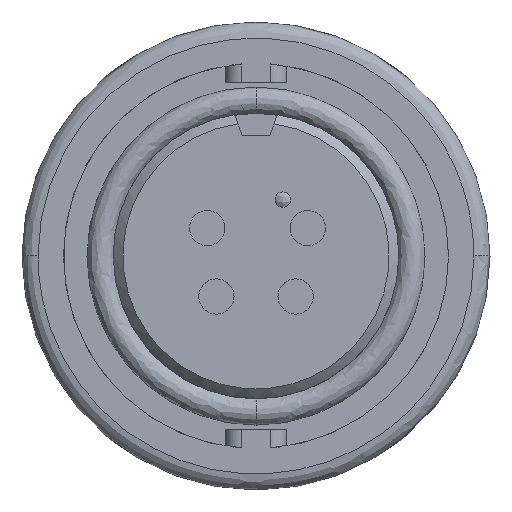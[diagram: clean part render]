
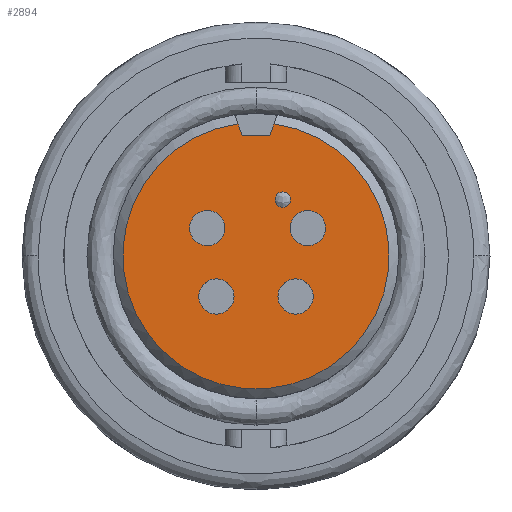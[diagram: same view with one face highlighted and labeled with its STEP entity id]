
A CAD part, top view. The second image highlights one B-rep face of the part: STEP entity #2894.
In plain terms, the highlighted planar face has unit normal (0, 0, 1).
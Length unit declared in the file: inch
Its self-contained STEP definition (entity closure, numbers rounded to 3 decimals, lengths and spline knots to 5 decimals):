
#244 = DIRECTION ( 'NONE',  ( -1., 0., 0. ) ) ;
#245 = DIRECTION ( 'NONE',  ( 0., 0., 1. ) ) ;
#246 = CARTESIAN_POINT ( 'NONE',  ( 0.05, 0.105, 0. ) ) ;
#329 = EDGE_CURVE ( 'NONE', #5554, #5510, #7808, .T. ) ;
#413 = EDGE_CURVE ( 'NONE', #5490, #5510, #7413, .T. ) ;
#415 = EDGE_CURVE ( 'NONE', #13856, #13924, #4595, .T. ) ;
#426 = EDGE_CURVE ( 'NONE', #13746, #5606, #4565, .T. ) ;
#443 = EDGE_CURVE ( 'NONE', #13942, #5533, #4601, .T. ) ;
#526 = EDGE_CURVE ( 'NONE', #5554, #5659, #4540, .T. ) ;
#542 = EDGE_CURVE ( 'NONE', #5490, #5659, #1722, .T. ) ;
#562 = EDGE_CURVE ( 'NONE', #5458, #13871, #8468, .T. ) ;
#578 = EDGE_CURVE ( 'NONE', #13923, #5464, #8438, .T. ) ;
#1551 = DIRECTION ( 'NONE',  ( 0., -1., 0. ) ) ;
#1552 = DIRECTION ( 'NONE',  ( 0., 0., 1. ) ) ;
#1556 = CARTESIAN_POINT ( 'NONE',  ( 0.074, -0.076, 0. ) ) ;
#1626 = DIRECTION ( 'NONE',  ( -1., 0., 0. ) ) ;
#1627 = DIRECTION ( 'NONE',  ( 0., 0., 1. ) ) ;
#1631 = CARTESIAN_POINT ( 'NONE',  ( 0.05, 0.105, 0. ) ) ;
#1720 = DIRECTION ( 'NONE',  ( -0.342, 0.94, 0. ) ) ;
#1721 = CARTESIAN_POINT ( 'NONE',  ( -0.04, 0.26399, 0. ) ) ;
#1722 = LINE ( 'NONE', #1721, #6697 ) ;
#1771 = DIRECTION ( 'NONE',  ( 0., 1., 0. ) ) ;
#1772 = DIRECTION ( 'NONE',  ( 0., 0., -1. ) ) ;
#1773 = CARTESIAN_POINT ( 'NONE',  ( 0., 0., 0. ) ) ;
#2123 = DIRECTION ( 'NONE',  ( 0., -1., 0. ) ) ;
#2124 = DIRECTION ( 'NONE',  ( 0., 0., 1. ) ) ;
#2125 = CARTESIAN_POINT ( 'NONE',  ( -0.074, -0.076, 0. ) ) ;
#2190 = DIRECTION ( 'NONE',  ( 0., -1., 0. ) ) ;
#2191 = DIRECTION ( 'NONE',  ( 0., 0., 1. ) ) ;
#2192 = CARTESIAN_POINT ( 'NONE',  ( 0.097, 0.052, 0. ) ) ;
#2439 = AXIS2_PLACEMENT_3D ( 'NONE', #246, #245, #244 ) ;
#2609 = AXIS2_PLACEMENT_3D ( 'NONE', #3382, #3381, #3380 ) ;
#2610 = AXIS2_PLACEMENT_3D ( 'NONE', #8563, #8564, #8565 ) ;
#2634 = AXIS2_PLACEMENT_3D ( 'NONE', #6362, #6368, #6370 ) ;
#2661 = AXIS2_PLACEMENT_3D ( 'NONE', #6518, #6467, #6548 ) ;
#2894 = ADVANCED_FACE ( 'NONE', ( #6722, #6851, #6899, #6894, #6627, #6873 ), #3644, .F. ) ;
#3380 = DIRECTION ( 'NONE',  ( 0., -1., 0. ) ) ;
#3381 = DIRECTION ( 'NONE',  ( 0., 0., 1. ) ) ;
#3382 = CARTESIAN_POINT ( 'NONE',  ( 0.097, 0.052, 0. ) ) ;
#3526 = CARTESIAN_POINT ( 'NONE',  ( -0.03371, 0.24671, 0. ) ) ;
#3552 = CARTESIAN_POINT ( 'NONE',  ( 0.097, 0.085, 0. ) ) ;
#3573 = CARTESIAN_POINT ( 'NONE',  ( 0.03371, 0.24671, 0. ) ) ;
#3586 = CARTESIAN_POINT ( 'NONE',  ( -0.074, -0.043, 0. ) ) ;
#3609 = CARTESIAN_POINT ( 'NONE',  ( 0.02581, 0.225, 0. ) ) ;
#3641 = DIRECTION ( 'NONE',  ( -1., 0., 0. ) ) ;
#3642 = DIRECTION ( 'NONE',  ( 0., 0., -1. ) ) ;
#3643 = CARTESIAN_POINT ( 'NONE',  ( 0., 0., 0. ) ) ;
#3644 = PLANE ( 'NONE',  #6896 ) ;
#4540 = CIRCLE ( 'NONE', #6788, 0.249 ) ;
#4565 = CIRCLE ( 'NONE', #6705, 0.033 ) ;
#4572 = EDGE_CURVE ( 'NONE', #13924, #13856, #8358, .T. ) ;
#4595 = CIRCLE ( 'NONE', #6568, 0.033 ) ;
#4601 = CIRCLE ( 'NONE', #6700, 0.033 ) ;
#4607 = EDGE_CURVE ( 'NONE', #5464, #13923, #8419, .T. ) ;
#4886 = ORIENTED_EDGE ( 'NONE', *, *, #7190, .F. ) ;
#4887 = ORIENTED_EDGE ( 'NONE', *, *, #443, .F. ) ;
#4888 = ORIENTED_EDGE ( 'NONE', *, *, #6997, .F. ) ;
#4890 = ORIENTED_EDGE ( 'NONE', *, *, #426, .F. ) ;
#4891 = ORIENTED_EDGE ( 'NONE', *, *, #562, .F. ) ;
#4894 = ORIENTED_EDGE ( 'NONE', *, *, #7177, .F. ) ;
#4895 = ORIENTED_EDGE ( 'NONE', *, *, #542, .T. ) ;
#4896 = ORIENTED_EDGE ( 'NONE', *, *, #329, .T. ) ;
#4897 = ORIENTED_EDGE ( 'NONE', *, *, #413, .F. ) ;
#4898 = ORIENTED_EDGE ( 'NONE', *, *, #526, .F. ) ;
#4899 = ORIENTED_EDGE ( 'NONE', *, *, #4607, .F. ) ;
#4900 = ORIENTED_EDGE ( 'NONE', *, *, #578, .F. ) ;
#4901 = ORIENTED_EDGE ( 'NONE', *, *, #4572, .F. ) ;
#4902 = ORIENTED_EDGE ( 'NONE', *, *, #415, .F. ) ;
#5458 = VERTEX_POINT ( 'NONE', #6438 ) ;
#5464 = VERTEX_POINT ( 'NONE', #6458 ) ;
#5490 = VERTEX_POINT ( 'NONE', #6530 ) ;
#5510 = VERTEX_POINT ( 'NONE', #3609 ) ;
#5533 = VERTEX_POINT ( 'NONE', #3586 ) ;
#5554 = VERTEX_POINT ( 'NONE', #3573 ) ;
#5606 = VERTEX_POINT ( 'NONE', #3552 ) ;
#5659 = VERTEX_POINT ( 'NONE', #3526 ) ;
#6362 = CARTESIAN_POINT ( 'NONE',  ( 0.074, -0.076, 0. ) ) ;
#6368 = DIRECTION ( 'NONE',  ( 0., 0., 1. ) ) ;
#6370 = DIRECTION ( 'NONE',  ( 0., -1., 0. ) ) ;
#6438 = CARTESIAN_POINT ( 'NONE',  ( 0.03555, 0.105, 0. ) ) ;
#6458 = CARTESIAN_POINT ( 'NONE',  ( 0.074, -0.043, 0. ) ) ;
#6467 = DIRECTION ( 'NONE',  ( 0., 0., 1. ) ) ;
#6518 = CARTESIAN_POINT ( 'NONE',  ( -0.091, 0.052, 0. ) ) ;
#6530 = CARTESIAN_POINT ( 'NONE',  ( -0.02581, 0.225, 0. ) ) ;
#6548 = DIRECTION ( 'NONE',  ( 0., -1., 0. ) ) ;
#6568 = AXIS2_PLACEMENT_3D ( 'NONE', #7432, #7440, #7436 ) ;
#6627 = FACE_BOUND ( 'NONE', #12505, .T. ) ;
#6682 = VECTOR ( 'NONE', #7806, 39.37008 ) ;
#6685 = VECTOR ( 'NONE', #7468, 39.37008 ) ;
#6697 = VECTOR ( 'NONE', #1720, 39.37008 ) ;
#6700 = AXIS2_PLACEMENT_3D ( 'NONE', #2125, #2124, #2123 ) ;
#6705 = AXIS2_PLACEMENT_3D ( 'NONE', #2192, #2191, #2190 ) ;
#6714 = AXIS2_PLACEMENT_3D ( 'NONE', #1556, #1552, #1551 ) ;
#6722 = FACE_BOUND ( 'NONE', #12334, .T. ) ;
#6726 = AXIS2_PLACEMENT_3D ( 'NONE', #1631, #1627, #1626 ) ;
#6788 = AXIS2_PLACEMENT_3D ( 'NONE', #1773, #1772, #1771 ) ;
#6851 = FACE_BOUND ( 'NONE', #12521, .T. ) ;
#6873 = FACE_BOUND ( 'NONE', #12482, .T. ) ;
#6894 = FACE_BOUND ( 'NONE', #12183, .T. ) ;
#6896 = AXIS2_PLACEMENT_3D ( 'NONE', #3643, #3642, #3641 ) ;
#6899 = FACE_OUTER_BOUND ( 'NONE', #12207, .T. ) ;
#6997 = EDGE_CURVE ( 'NONE', #5606, #13746, #8365, .T. ) ;
#7177 = EDGE_CURVE ( 'NONE', #13871, #5458, #8414, .T. ) ;
#7190 = EDGE_CURVE ( 'NONE', #5533, #13942, #8485, .T. ) ;
#7413 = LINE ( 'NONE', #7454, #6685 ) ;
#7432 = CARTESIAN_POINT ( 'NONE',  ( -0.091, 0.052, 0. ) ) ;
#7436 = DIRECTION ( 'NONE',  ( 0., -1., 0. ) ) ;
#7440 = DIRECTION ( 'NONE',  ( 0., 0., 1. ) ) ;
#7454 = CARTESIAN_POINT ( 'NONE',  ( 0., 0.225, 0. ) ) ;
#7468 = DIRECTION ( 'NONE',  ( 1., 0., 0. ) ) ;
#7806 = DIRECTION ( 'NONE',  ( -0.342, -0.94, 0. ) ) ;
#7807 = CARTESIAN_POINT ( 'NONE',  ( 0.02581, 0.225, 0. ) ) ;
#7808 = LINE ( 'NONE', #7807, #6682 ) ;
#8358 = CIRCLE ( 'NONE', #2661, 0.033 ) ;
#8365 = CIRCLE ( 'NONE', #2609, 0.033 ) ;
#8414 = CIRCLE ( 'NONE', #2439, 0.01445 ) ;
#8419 = CIRCLE ( 'NONE', #2634, 0.033 ) ;
#8438 = CIRCLE ( 'NONE', #6714, 0.033 ) ;
#8468 = CIRCLE ( 'NONE', #6726, 0.01445 ) ;
#8485 = CIRCLE ( 'NONE', #2610, 0.033 ) ;
#8563 = CARTESIAN_POINT ( 'NONE',  ( -0.074, -0.076, 0. ) ) ;
#8564 = DIRECTION ( 'NONE',  ( 0., 0., 1. ) ) ;
#8565 = DIRECTION ( 'NONE',  ( 0., -1., 0. ) ) ;
#12183 = EDGE_LOOP ( 'NONE', ( #4891, #4894 ) ) ;
#12207 = EDGE_LOOP ( 'NONE', ( #4898, #4896, #4897, #4895 ) ) ;
#12334 = EDGE_LOOP ( 'NONE', ( #4902, #4901 ) ) ;
#12482 = EDGE_LOOP ( 'NONE', ( #4887, #4886 ) ) ;
#12505 = EDGE_LOOP ( 'NONE', ( #4890, #4888 ) ) ;
#12521 = EDGE_LOOP ( 'NONE', ( #4900, #4899 ) ) ;
#13452 = CARTESIAN_POINT ( 'NONE',  ( 0.097, 0.019, 0. ) ) ;
#13562 = CARTESIAN_POINT ( 'NONE',  ( -0.091, 0.019, 0. ) ) ;
#13577 = CARTESIAN_POINT ( 'NONE',  ( 0.06445, 0.105, 0. ) ) ;
#13629 = CARTESIAN_POINT ( 'NONE',  ( 0.074, -0.109, 0. ) ) ;
#13630 = CARTESIAN_POINT ( 'NONE',  ( -0.091, 0.085, 0. ) ) ;
#13648 = CARTESIAN_POINT ( 'NONE',  ( -0.074, -0.109, 0. ) ) ;
#13746 = VERTEX_POINT ( 'NONE', #13452 ) ;
#13856 = VERTEX_POINT ( 'NONE', #13562 ) ;
#13871 = VERTEX_POINT ( 'NONE', #13577 ) ;
#13923 = VERTEX_POINT ( 'NONE', #13629 ) ;
#13924 = VERTEX_POINT ( 'NONE', #13630 ) ;
#13942 = VERTEX_POINT ( 'NONE', #13648 ) ;
